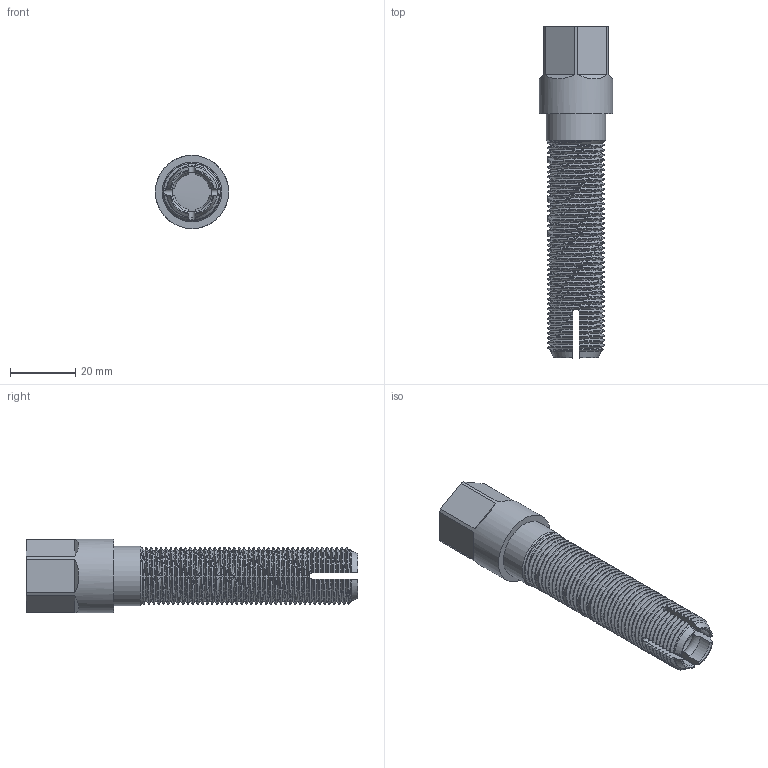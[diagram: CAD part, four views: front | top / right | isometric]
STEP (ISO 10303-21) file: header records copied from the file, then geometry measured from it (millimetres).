
FILE_DESCRIPTION(/* description */ (''),/* implementation_level */ '2;1');
FILE_NAME(/* time_stamp */ '2022-02-02T12:14:11-08:00',/* author */ ('Andrew'),/* organization */ (''),/* preprocessor_version */ 'ST-DEVELOPER v18.1',/* authorisation */ '');
FILE_SCHEMA (('AUTOMOTIVE_DESIGN { 1 0 10303 214 3 1 1 }'));
Length unit declared in the file: millimetre
Products named in the file (1): Shift Knob Adapter
Bounding box: 22.5 x 102 x 22.5 mm (x, y, z)
Volume: 15429.7 mm3; surface area: 13183.5 mm2
Topology: 1 solids, 1 shells, 277 faces, 813 edges, 538 vertices
Faces by surface type: cylinder 154, bspline 71, plane 33, cone 15, torus 4
Full cylindrical faces by diameter (mm): 12.1 x1, 15.5 x33, 17.5 x38, 18.3 x1, 22.5 x1
Entity records: 19306 total; most frequent: CARTESIAN_POINT 13042, ORIENTED_EDGE 1626, EDGE_CURVE 813, DIRECTION 802, VERTEX_POINT 538, B_SPLINE_CURVE_WITH_KNOTS 455, EDGE_LOOP 279, LINE 278
